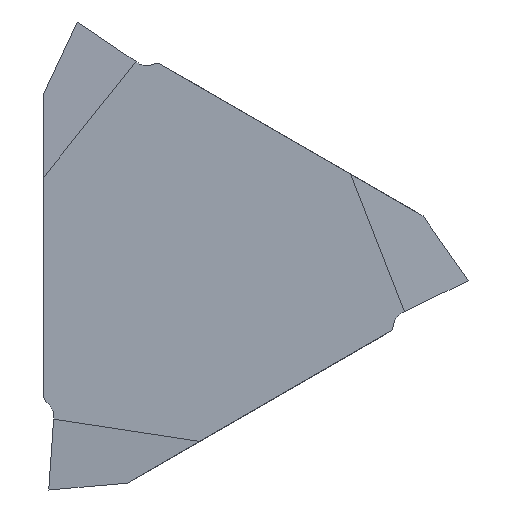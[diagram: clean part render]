
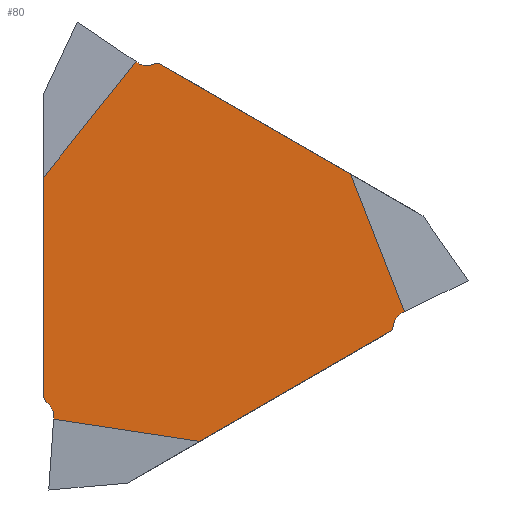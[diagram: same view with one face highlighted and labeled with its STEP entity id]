
A CAD part, left-side view. The second image highlights one B-rep face of the part: STEP entity #80.
In plain terms, the highlighted planar face has unit normal (-1, 0, 0).
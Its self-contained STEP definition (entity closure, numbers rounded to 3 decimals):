
#80=ADVANCED_FACE('',(#174),#142,.T.);
#142=PLANE('',#1171);
#174=FACE_OUTER_BOUND('',#236,.T.);
#236=EDGE_LOOP('',(#325,#326,#327,#328,#329,#330,#331,#332,#333,#334,#335,
#336,#337,#338,#339,#340,#341,#342));
#298=ELLIPSE('',#1165,0.302,0.3);
#299=ELLIPSE('',#1166,0.702,0.7);
#300=ELLIPSE('',#1167,0.302,0.3);
#301=ELLIPSE('',#1168,0.702,0.7);
#302=ELLIPSE('',#1169,0.302,0.3);
#303=ELLIPSE('',#1170,0.702,0.7);
#325=ORIENTED_EDGE('',*,*,#760,.T.);
#326=ORIENTED_EDGE('',*,*,#761,.T.);
#327=ORIENTED_EDGE('',*,*,#762,.T.);
#328=ORIENTED_EDGE('',*,*,#763,.F.);
#329=ORIENTED_EDGE('',*,*,#764,.T.);
#330=ORIENTED_EDGE('',*,*,#765,.F.);
#331=ORIENTED_EDGE('',*,*,#766,.T.);
#332=ORIENTED_EDGE('',*,*,#767,.T.);
#333=ORIENTED_EDGE('',*,*,#768,.T.);
#334=ORIENTED_EDGE('',*,*,#769,.F.);
#335=ORIENTED_EDGE('',*,*,#770,.T.);
#336=ORIENTED_EDGE('',*,*,#771,.F.);
#337=ORIENTED_EDGE('',*,*,#772,.T.);
#338=ORIENTED_EDGE('',*,*,#773,.T.);
#339=ORIENTED_EDGE('',*,*,#774,.T.);
#340=ORIENTED_EDGE('',*,*,#775,.F.);
#341=ORIENTED_EDGE('',*,*,#776,.T.);
#342=ORIENTED_EDGE('',*,*,#777,.F.);
#655=VERTEX_POINT('',#1570);
#656=VERTEX_POINT('',#1571);
#657=VERTEX_POINT('',#1573);
#658=VERTEX_POINT('',#1575);
#659=VERTEX_POINT('',#1577);
#660=VERTEX_POINT('',#1579);
#661=VERTEX_POINT('',#1581);
#662=VERTEX_POINT('',#1583);
#663=VERTEX_POINT('',#1585);
#664=VERTEX_POINT('',#1587);
#665=VERTEX_POINT('',#1589);
#666=VERTEX_POINT('',#1591);
#667=VERTEX_POINT('',#1593);
#668=VERTEX_POINT('',#1595);
#669=VERTEX_POINT('',#1597);
#670=VERTEX_POINT('',#1599);
#671=VERTEX_POINT('',#1601);
#672=VERTEX_POINT('',#1603);
#760=EDGE_CURVE('',#655,#656,#925,.T.);
#761=EDGE_CURVE('',#656,#657,#298,.T.);
#762=EDGE_CURVE('',#657,#658,#926,.T.);
#763=EDGE_CURVE('',#659,#658,#299,.T.);
#764=EDGE_CURVE('',#659,#660,#927,.T.);
#765=EDGE_CURVE('',#661,#660,#928,.T.);
#766=EDGE_CURVE('',#661,#662,#929,.T.);
#767=EDGE_CURVE('',#662,#663,#300,.T.);
#768=EDGE_CURVE('',#663,#664,#930,.T.);
#769=EDGE_CURVE('',#665,#664,#301,.T.);
#770=EDGE_CURVE('',#665,#666,#931,.T.);
#771=EDGE_CURVE('',#667,#666,#932,.T.);
#772=EDGE_CURVE('',#667,#668,#933,.T.);
#773=EDGE_CURVE('',#668,#669,#302,.T.);
#774=EDGE_CURVE('',#669,#670,#934,.T.);
#775=EDGE_CURVE('',#671,#670,#303,.T.);
#776=EDGE_CURVE('',#671,#672,#935,.T.);
#777=EDGE_CURVE('',#655,#672,#936,.T.);
#925=LINE('',#1569,#1012);
#926=LINE('',#1574,#1013);
#927=LINE('',#1578,#1014);
#928=LINE('',#1580,#1015);
#929=LINE('',#1582,#1016);
#930=LINE('',#1586,#1017);
#931=LINE('',#1590,#1018);
#932=LINE('',#1592,#1019);
#933=LINE('',#1594,#1020);
#934=LINE('',#1598,#1021);
#935=LINE('',#1602,#1022);
#936=LINE('',#1604,#1023);
#1012=VECTOR('',#1263,1.);
#1013=VECTOR('',#1266,1.);
#1014=VECTOR('',#1269,1.);
#1015=VECTOR('',#1270,1.);
#1016=VECTOR('',#1271,1.);
#1017=VECTOR('',#1274,1.);
#1018=VECTOR('',#1277,1.);
#1019=VECTOR('',#1278,1.);
#1020=VECTOR('',#1279,1.);
#1021=VECTOR('',#1282,1.);
#1022=VECTOR('',#1285,1.);
#1023=VECTOR('',#1286,1.);
#1165=AXIS2_PLACEMENT_3D('',#1572,#1264,#1265);
#1166=AXIS2_PLACEMENT_3D('',#1576,#1267,#1268);
#1167=AXIS2_PLACEMENT_3D('',#1584,#1272,#1273);
#1168=AXIS2_PLACEMENT_3D('',#1588,#1275,#1276);
#1169=AXIS2_PLACEMENT_3D('',#1596,#1280,#1281);
#1170=AXIS2_PLACEMENT_3D('',#1600,#1283,#1284);
#1171=AXIS2_PLACEMENT_3D('',#1605,#1287,#1288);
#1263=DIRECTION('',(0.,0.,-1.));
#1264=DIRECTION('',(-1.,0.,0.));
#1265=DIRECTION('',(0.,0.,-1.));
#1266=DIRECTION('',(0.,-0.707,-0.707));
#1267=DIRECTION('',(-1.,0.,0.));
#1268=DIRECTION('',(0.,0.447,-0.895));
#1269=DIRECTION('',(0.,0.07,-0.998));
#1270=DIRECTION('',(0.,0.989,0.151));
#1271=DIRECTION('',(0.,-0.866,0.5));
#1272=DIRECTION('',(-1.,0.,0.));
#1273=DIRECTION('',(0.,-0.866,0.5));
#1274=DIRECTION('',(0.,-0.259,0.966));
#1275=DIRECTION('',(-1.,0.,0.));
#1276=DIRECTION('',(0.,-0.998,0.06));
#1277=DIRECTION('',(0.,-0.899,0.438));
#1278=DIRECTION('',(0.,-0.364,-0.931));
#1279=DIRECTION('',(0.,0.866,0.5));
#1280=DIRECTION('',(-1.,0.,0.));
#1281=DIRECTION('',(0.,0.866,0.5));
#1282=DIRECTION('',(0.,0.966,-0.259));
#1283=DIRECTION('',(-1.,0.,0.));
#1284=DIRECTION('',(0.,0.551,0.834));
#1285=DIRECTION('',(0.,0.829,0.559));
#1286=DIRECTION('',(0.,-0.625,0.781));
#1287=DIRECTION('',(-1.,0.,0.));
#1288=DIRECTION('',(0.,0.,1.));
#1569=CARTESIAN_POINT('',(0.,7.1,12.298));
#1570=CARTESIAN_POINT('',(0.,7.1,4.009));
#1571=CARTESIAN_POINT('',(0.,7.1,-6.091));
#1572=CARTESIAN_POINT('',(0.,6.8,-6.091));
#1573=CARTESIAN_POINT('',(0.,7.012,-6.305));
#1574=CARTESIAN_POINT('',(0.,6.658,-6.658));
#1575=CARTESIAN_POINT('',(0.,6.842,-6.474));
#1576=CARTESIAN_POINT('',(0.,7.337,-6.972));
#1577=CARTESIAN_POINT('',(0.,6.639,-7.019));
#1578=CARTESIAN_POINT('',(0.,6.118,0.428));
#1579=CARTESIAN_POINT('',(0.,6.646,-7.128));
#1580=CARTESIAN_POINT('',(0.,1.213,-7.956));
#1581=CARTESIAN_POINT('',(0.,-0.078,-8.153));
#1582=CARTESIAN_POINT('',(0.,7.1,-12.298));
#1583=CARTESIAN_POINT('',(0.,-8.825,-3.103));
#1584=CARTESIAN_POINT('',(0.,-8.675,-2.844));
#1585=CARTESIAN_POINT('',(0.,-8.966,-2.92));
#1586=CARTESIAN_POINT('',(0.,-9.095,-2.437));
#1587=CARTESIAN_POINT('',(0.,-9.028,-2.688));
#1588=CARTESIAN_POINT('',(0.,-9.706,-2.868));
#1589=CARTESIAN_POINT('',(0.,-9.398,-2.24));
#1590=CARTESIAN_POINT('',(0.,-2.688,-5.512));
#1591=CARTESIAN_POINT('',(0.,-9.496,-2.192));
#1592=CARTESIAN_POINT('',(0.,-7.497,2.928));
#1593=CARTESIAN_POINT('',(0.,-7.022,4.144));
#1594=CARTESIAN_POINT('',(0.,-14.2,0.));
#1595=CARTESIAN_POINT('',(0.,1.725,9.194));
#1596=CARTESIAN_POINT('',(0.,1.875,8.934));
#1597=CARTESIAN_POINT('',(0.,1.954,9.225));
#1598=CARTESIAN_POINT('',(0.,2.437,9.095));
#1599=CARTESIAN_POINT('',(0.,2.186,9.162));
#1600=CARTESIAN_POINT('',(0.,2.369,9.84));
#1601=CARTESIAN_POINT('',(0.,2.759,9.259));
#1602=CARTESIAN_POINT('',(0.,-3.429,5.084));
#1603=CARTESIAN_POINT('',(0.,2.85,9.32));
#1604=CARTESIAN_POINT('',(0.,6.284,5.029));
#1605=CARTESIAN_POINT('',(0.,0.,0.));
